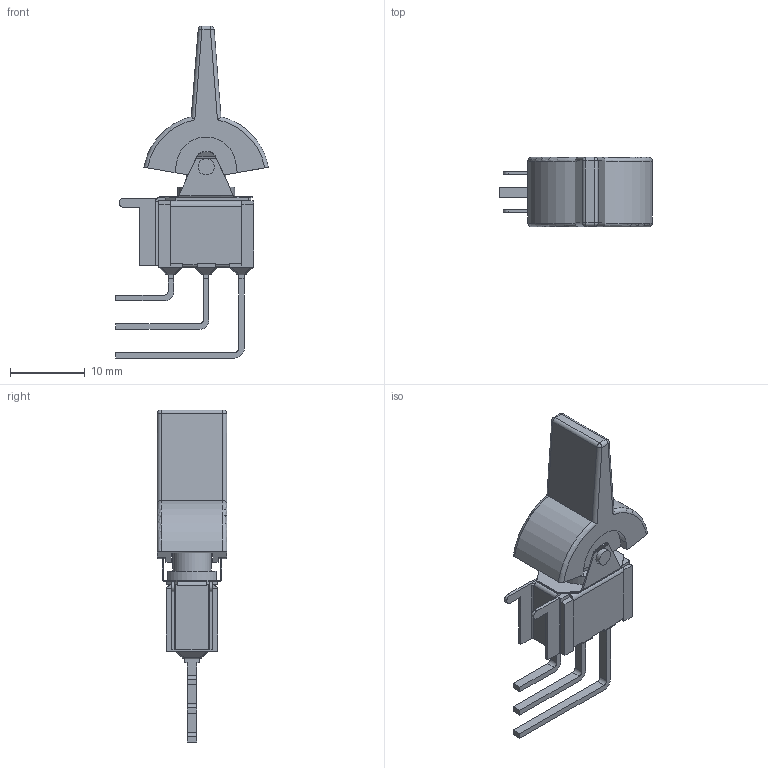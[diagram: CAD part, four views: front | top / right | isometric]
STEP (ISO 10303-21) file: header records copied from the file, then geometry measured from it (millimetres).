
FILE_DESCRIPTION(/* description */ (''),/* implementation_level */ '2;1');
FILE_NAME(/* name */ '300SPxJ2xxxM7xE.stp',/* time_stamp */ '2025-05-09T10:41:16-05:00',/* author */ ('mroman'),/* organization */ (''),/* preprocessor_version */ 'ST-DEVELOPER v18.1',/* originating_system */ 'Autodesk Inventor 2022',/* authorisation */ '');
FILE_SCHEMA (('AUTOMOTIVE_DESIGN { 1 0 10303 214 3 1 1 }'));
Length unit declared in the file: inch
Products named in the file (1): 300SPxJ2xxxM7xE
Bounding box: 20.37 x 9.27 x 44.29 mm (x, y, z)
Volume: 1763.9 mm3; surface area: 2343.7 mm2
Topology: 1 solids, 5 shells, 341 faces, 863 edges, 522 vertices
Faces by surface type: plane 238, cylinder 83, sphere 16, torus 4
Full cylindrical faces by diameter (mm): 2.15 x4, 3.2 x1, 5.2 x1
Entity records: 10052 total; most frequent: CARTESIAN_POINT 1793, DIRECTION 1715, ORIENTED_EDGE 1694, EDGE_CURVE 847, LINE 651, VECTOR 651, AXIS2_PLACEMENT_3D 532, VERTEX_POINT 522
